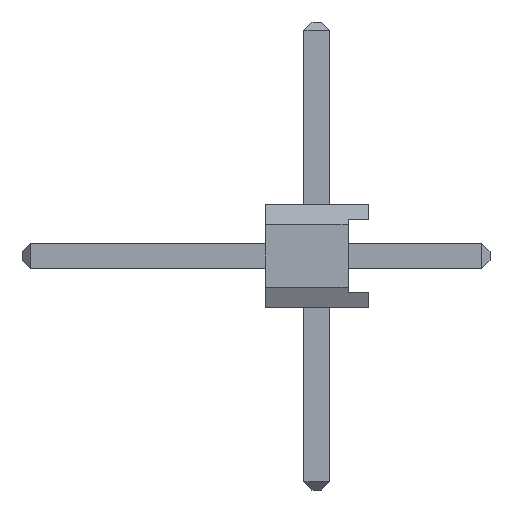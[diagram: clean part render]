
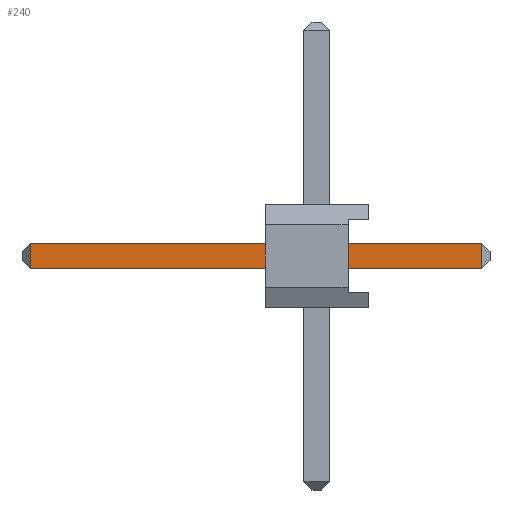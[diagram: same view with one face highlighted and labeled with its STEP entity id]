
A CAD part, left-side view. The second image highlights one B-rep face of the part: STEP entity #240.
In plain terms, the highlighted planar face has unit normal (-1, 0, 0).
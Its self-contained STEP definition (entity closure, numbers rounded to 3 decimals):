
#240 = ADVANCED_FACE( '', ( #591 ), #592, .F. );
#591 = FACE_OUTER_BOUND( '', #1071, .T. );
#592 = PLANE( '', #1072 );
#1071 = EDGE_LOOP( '', ( #1725, #1726, #1727, #1728 ) );
#1072 = AXIS2_PLACEMENT_3D( '', #1729, #1730, #1731 );
#1725 = ORIENTED_EDGE( '', *, *, #3022, .T. );
#1726 = ORIENTED_EDGE( '', *, *, #3023, .T. );
#1727 = ORIENTED_EDGE( '', *, *, #3024, .F. );
#1728 = ORIENTED_EDGE( '', *, *, #3025, .T. );
#1729 = CARTESIAN_POINT( '', ( -0.32, -0.32, 5.77 ) );
#1730 = DIRECTION( '', ( 1., 0., 0. ) );
#1731 = DIRECTION( '', ( 0., 0., -1. ) );
#3022 = EDGE_CURVE( '', #3702, #3420, #3703, .T. );
#3023 = EDGE_CURVE( '', #3420, #3704, #3705, .T. );
#3024 = EDGE_CURVE( '', #3706, #3704, #3707, .T. );
#3025 = EDGE_CURVE( '', #3706, #3702, #3708, .T. );
#3420 = VERTEX_POINT( '', #4250 );
#3702 = VERTEX_POINT( '', #4662 );
#3703 = LINE( '', #4663, #4664 );
#3704 = VERTEX_POINT( '', #4665 );
#3705 = LINE( '', #4666, #4667 );
#3706 = VERTEX_POINT( '', #4668 );
#3707 = LINE( '', #4669, #4670 );
#3708 = LINE( '', #4671, #4672 );
#4250 = CARTESIAN_POINT( '', ( -0.32, 0.32, -5.57 ) );
#4662 = CARTESIAN_POINT( '', ( -0.32, 0.32, 5.57 ) );
#4663 = CARTESIAN_POINT( '', ( -0.32, 0.32, 5.77 ) );
#4664 = VECTOR( '', #5614, 1000. );
#4665 = CARTESIAN_POINT( '', ( -0.32, -0.32, -5.57 ) );
#4666 = CARTESIAN_POINT( '', ( -0.32, -0.32, -5.57 ) );
#4667 = VECTOR( '', #5615, 1000. );
#4668 = CARTESIAN_POINT( '', ( -0.32, -0.32, 5.57 ) );
#4669 = CARTESIAN_POINT( '', ( -0.32, -0.32, 5.77 ) );
#4670 = VECTOR( '', #5616, 1000. );
#4671 = CARTESIAN_POINT( '', ( -0.32, -0.32, 5.57 ) );
#4672 = VECTOR( '', #5617, 1000. );
#5614 = DIRECTION( '', ( 0., 0., -1. ) );
#5615 = DIRECTION( '', ( 0., -1., 0. ) );
#5616 = DIRECTION( '', ( 0., 0., -1. ) );
#5617 = DIRECTION( '', ( 0., 1., 0. ) );
